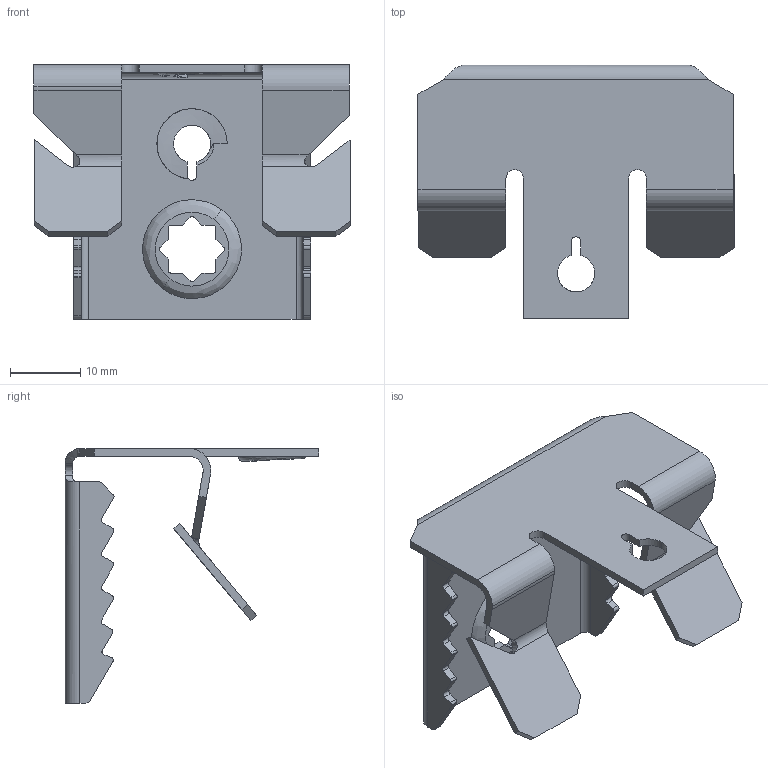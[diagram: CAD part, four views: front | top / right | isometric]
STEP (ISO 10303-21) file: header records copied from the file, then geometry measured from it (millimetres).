
FILE_DESCRIPTION (( 'STEP AP214' ), '1' );
FILE_NAME ('1483625.stp', '2018-01-04T14:13:18', ( '' ), ( '' ), 'SwSTEP 2.0', 'SolidWorks 2016', '' );
FILE_SCHEMA (( 'AUTOMOTIVE_DESIGN' ));
Length unit declared in the file: millimetre
Products named in the file (1): 1483625
Bounding box: 45.02 x 36.17 x 36.29 mm (x, y, z)
Volume: 3335.3 mm3; surface area: 6593.4 mm2
Topology: 1 solids, 1 shells, 184 faces, 519 edges, 339 vertices
Faces by surface type: plane 88, cylinder 78, bspline 18
Entity records: 7473 total; most frequent: CARTESIAN_POINT 2669, ORIENTED_EDGE 1038, DIRECTION 965, EDGE_CURVE 519, VERTEX_POINT 339, LINE 327, VECTOR 327, AXIS2_PLACEMENT_3D 319
